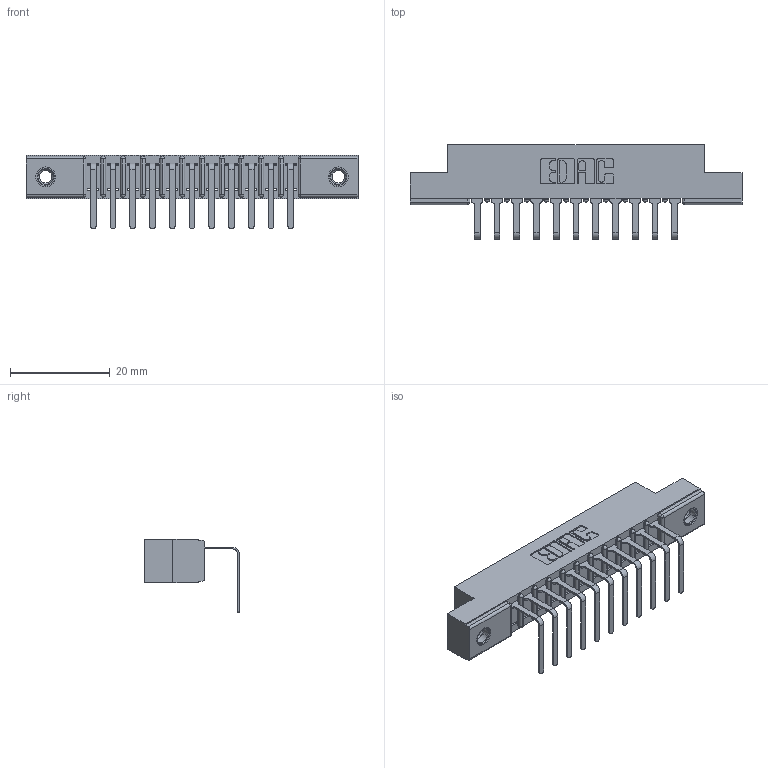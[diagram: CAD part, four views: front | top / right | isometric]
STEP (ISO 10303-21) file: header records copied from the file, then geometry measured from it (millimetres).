
FILE_DESCRIPTION (( 'STEP AP203' ), '1' );
FILE_NAME ('307-011-558-107.STEP', '2019-09-04T12:17:56', ( '' ), ( '' ), 'SwSTEP 2.0', 'SolidWorks 2016', '' );
FILE_SCHEMA (( 'CONFIG_CONTROL_DESIGN' ));
Length unit declared in the file: inch
Products named in the file (4): 307 Part_.156 Dia Mounting Holes; 307-290-001_558 - 2 (Single); 345-250-001_345-250-005-103; 307-011-558-107
Assembly tree (14 placements, depth 2):
  307-011-558-107
    307 Part_.156 Dia Mounting Holes
    307-290-001_558 - 2 (Single)  x11
    345-250-001_345-250-005-103  x2
Bounding box: 66.6 x 18.96 x 14.81 mm (x, y, z)
Volume: 4268.6 mm3; surface area: 6546.6 mm2
Topology: 14 solids, 14 shells, 850 faces, 2373 edges, 1526 vertices
Faces by surface type: plane 531, cylinder 279, sphere 24, cone 12, torus 4
Entity records: 14541 total; most frequent: CARTESIAN_POINT 2419, ORIENTED_EDGE 2398, DIRECTION 2381, EDGE_CURVE 1199, VECTOR 905, LINE 905, VERTEX_POINT 776, AXIS2_PLACEMENT_3D 738
